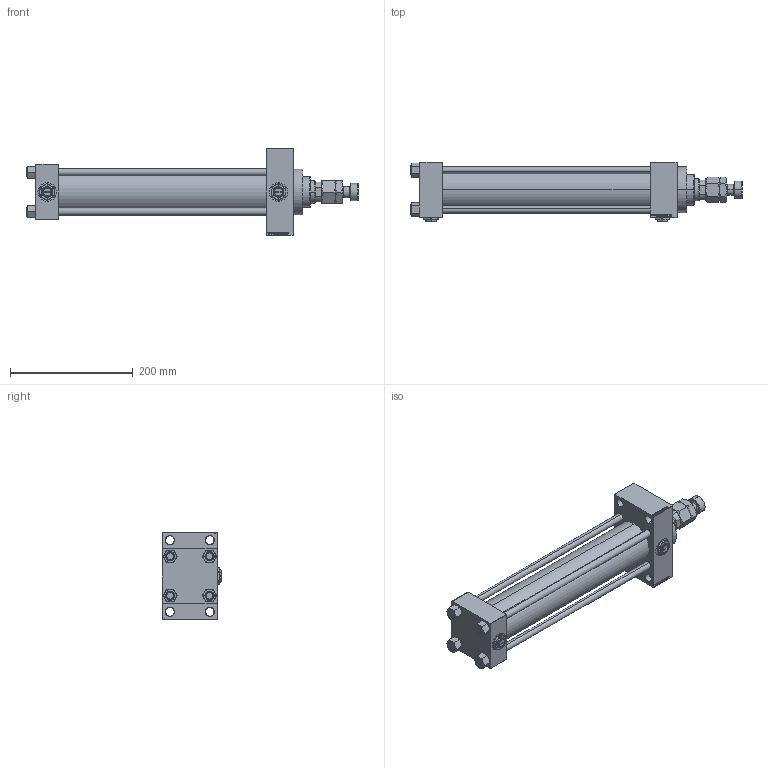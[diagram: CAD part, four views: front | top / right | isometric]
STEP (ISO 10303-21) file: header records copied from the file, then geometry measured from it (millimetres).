
FILE_DESCRIPTION (( 'STEP AP203' ), '1' );
FILE_NAME ('105f.STEP', '2025-02-19T16:44:56', ( '' ), ( '' ), 'SwSTEP 2.0', 'SolidWorks 2019', '' );
FILE_SCHEMA (( 'CONFIG_CONTROL_DESIGN' ));
Length unit declared in the file: millimetre
Products named in the file (8): V215_VC_A 9c42160274d050519a0a3fec0cc73ab6; 105f; NUT_M5_D 9c42160274d050519a0a3fec0cc73ab6; V215CR_D_Body 9c42160274d050519a0a3fec0cc73ab6; MFA 9c42160274d050519a0a3fec0cc73ab6; Zatka_pro_OIL_PORT 9c42160274d050519a0a3fec0cc73ab6; V215CR_VCP_D 9c42160274d050519a0a3fec0cc73ab6; V215CR_D_TYCINKA 9c42160274d050519a0a3fec0cc73ab6
Assembly tree (14 placements, depth 2):
  105f
    V215CR_D_Body 9c42160274d050519a0a3fec0cc73ab6
    V215CR_VCP_D 9c42160274d050519a0a3fec0cc73ab6
    NUT_M5_D 9c42160274d050519a0a3fec0cc73ab6  x4
    V215CR_D_TYCINKA 9c42160274d050519a0a3fec0cc73ab6  x4
    V215_VC_A 9c42160274d050519a0a3fec0cc73ab6
    MFA 9c42160274d050519a0a3fec0cc73ab6
    Zatka_pro_OIL_PORT 9c42160274d050519a0a3fec0cc73ab6  x2
Bounding box: 542 x 97 x 142 mm (x, y, z)
Volume: 1749338.8 mm3; surface area: 407506.8 mm2
Topology: 14 solids, 14 shells, 1257 faces, 3090 edges, 1979 vertices
Faces by surface type: plane 561, bspline 368, cone 212, cylinder 104, torus 12
Entity records: 50998 total; most frequent: CARTESIAN_POINT 26306, ORIENTED_EDGE 5480, DIRECTION 3654, EDGE_CURVE 2740, VERTEX_POINT 1777, VECTOR 1572, LINE 1572, EDGE_LOOP 1235
